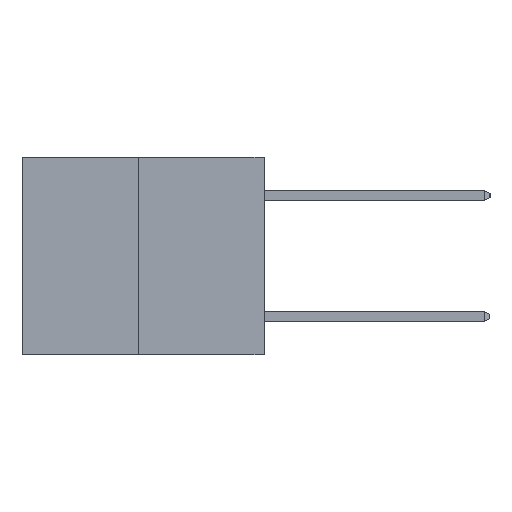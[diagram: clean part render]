
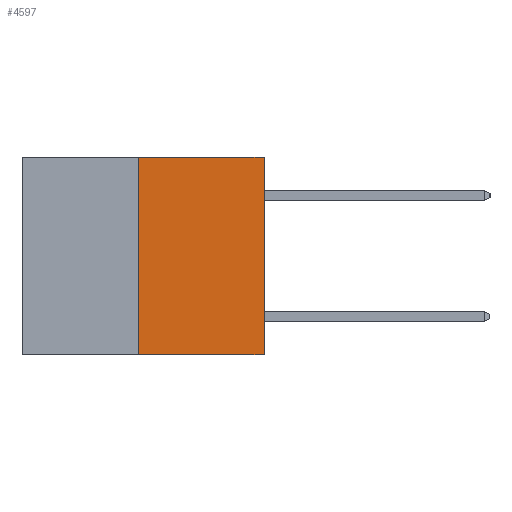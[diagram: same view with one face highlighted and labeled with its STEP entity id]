
A CAD part, left-side view. The second image highlights one B-rep face of the part: STEP entity #4597.
In plain terms, the highlighted planar face has unit normal (-1, 0, 0).
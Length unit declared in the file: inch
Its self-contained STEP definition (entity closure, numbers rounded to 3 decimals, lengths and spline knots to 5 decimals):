
#248 = EDGE_CURVE ( 'NONE', #3003, #5073, #1240, .T. ) ;
#312 = DIRECTION ( 'NONE',  ( 0., 0., -1. ) ) ;
#337 = EDGE_LOOP ( 'NONE', ( #12314, #3463, #5703, #6060 ) ) ;
#641 = VECTOR ( 'NONE', #8549, 39.37008 ) ;
#1240 = LINE ( 'NONE', #10612, #5961 ) ;
#1515 = CARTESIAN_POINT ( 'NONE',  ( 0., 0.312, -0.49 ) ) ;
#1637 = AXIS2_PLACEMENT_3D ( 'NONE', #6815, #8755, #312 ) ;
#1742 = EDGE_CURVE ( 'NONE', #9257, #8860, #5307, .T. ) ;
#2831 = VECTOR ( 'NONE', #10767, 39.37008 ) ;
#3003 = VERTEX_POINT ( 'NONE', #1515 ) ;
#3463 = ORIENTED_EDGE ( 'NONE', *, *, #248, .T. ) ;
#3666 = VECTOR ( 'NONE', #10975, 39.37008 ) ;
#4312 = CARTESIAN_POINT ( 'NONE',  ( 0., 0.312, -0.49 ) ) ;
#4597 = ADVANCED_FACE ( 'NONE', ( #9517 ), #9624, .F. ) ;
#5073 = VERTEX_POINT ( 'NONE', #6364 ) ;
#5307 = LINE ( 'NONE', #10734, #2831 ) ;
#5703 = ORIENTED_EDGE ( 'NONE', *, *, #11873, .T. ) ;
#5961 = VECTOR ( 'NONE', #7715, 39.37008 ) ;
#6060 = ORIENTED_EDGE ( 'NONE', *, *, #1742, .F. ) ;
#6234 = EDGE_CURVE ( 'NONE', #3003, #9257, #9029, .T. ) ;
#6364 = CARTESIAN_POINT ( 'NONE',  ( 0., 0., -0.49 ) ) ;
#6815 = CARTESIAN_POINT ( 'NONE',  ( 0., 0.6, 0. ) ) ;
#7622 = CARTESIAN_POINT ( 'NONE',  ( 0., 0., 0. ) ) ;
#7715 = DIRECTION ( 'NONE',  ( 0., -1., 0. ) ) ;
#8549 = DIRECTION ( 'NONE',  ( 0., 0., 1. ) ) ;
#8755 = DIRECTION ( 'NONE',  ( 1., 0., 0. ) ) ;
#8860 = VERTEX_POINT ( 'NONE', #10970 ) ;
#9029 = LINE ( 'NONE', #4312, #3666 ) ;
#9257 = VERTEX_POINT ( 'NONE', #10023 ) ;
#9517 = FACE_OUTER_BOUND ( 'NONE', #337, .T. ) ;
#9624 = PLANE ( 'NONE',  #1637 ) ;
#10023 = CARTESIAN_POINT ( 'NONE',  ( 0., 0.312, 0. ) ) ;
#10612 = CARTESIAN_POINT ( 'NONE',  ( 0., 0.6, -0.49 ) ) ;
#10734 = CARTESIAN_POINT ( 'NONE',  ( 0., 0.6, 0. ) ) ;
#10767 = DIRECTION ( 'NONE',  ( 0., -1., 0. ) ) ;
#10970 = CARTESIAN_POINT ( 'NONE',  ( 0., 0., 0. ) ) ;
#10975 = DIRECTION ( 'NONE',  ( 0., 0., 1. ) ) ;
#11660 = LINE ( 'NONE', #7622, #641 ) ;
#11873 = EDGE_CURVE ( 'NONE', #5073, #8860, #11660, .T. ) ;
#12314 = ORIENTED_EDGE ( 'NONE', *, *, #6234, .F. ) ;
